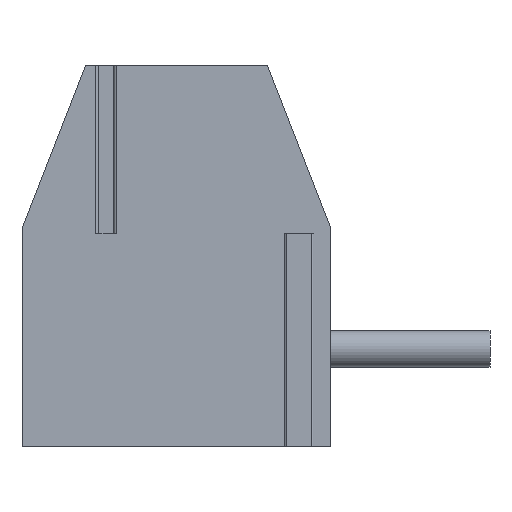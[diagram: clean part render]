
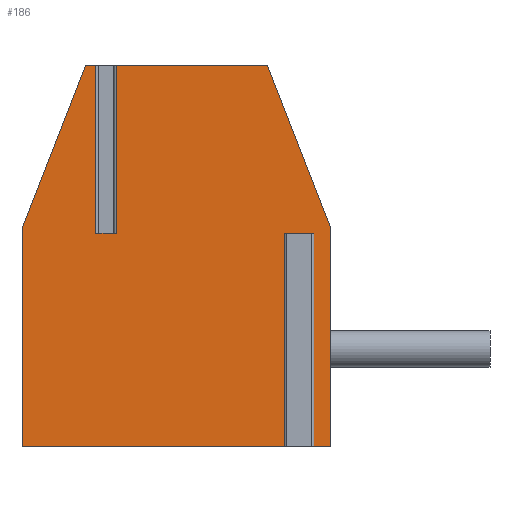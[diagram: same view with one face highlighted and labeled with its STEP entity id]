
A CAD part, front view. The second image highlights one B-rep face of the part: STEP entity #186.
In plain terms, the highlighted planar face has unit normal (0, -1, 0).
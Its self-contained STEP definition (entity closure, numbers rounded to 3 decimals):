
#186 = ADVANCED_FACE( '', ( #454 ), #455, .T. );
#454 = FACE_OUTER_BOUND( '', #803, .T. );
#455 = PLANE( '', #804 );
#803 = EDGE_LOOP( '', ( #1309, #1310, #1311, #1312, #1313, #1314, #1315, #1316, #1317, #1318, #1319, #1320, #1321, #1322 ) );
#804 = AXIS2_PLACEMENT_3D( '', #1323, #1324, #1325 );
#1309 = ORIENTED_EDGE( '', *, *, #2214, .T. );
#1310 = ORIENTED_EDGE( '', *, *, #2084, .T. );
#1311 = ORIENTED_EDGE( '', *, *, #2215, .T. );
#1312 = ORIENTED_EDGE( '', *, *, #2216, .T. );
#1313 = ORIENTED_EDGE( '', *, *, #2217, .T. );
#1314 = ORIENTED_EDGE( '', *, *, #2091, .T. );
#1315 = ORIENTED_EDGE( '', *, *, #2218, .T. );
#1316 = ORIENTED_EDGE( '', *, *, #2138, .T. );
#1317 = ORIENTED_EDGE( '', *, *, #2219, .T. );
#1318 = ORIENTED_EDGE( '', *, *, #2220, .F. );
#1319 = ORIENTED_EDGE( '', *, *, #2221, .T. );
#1320 = ORIENTED_EDGE( '', *, *, #2130, .T. );
#1321 = ORIENTED_EDGE( '', *, *, #2079, .T. );
#1322 = ORIENTED_EDGE( '', *, *, #2222, .F. );
#1323 = CARTESIAN_POINT( '', ( -29.746, -48.4, 0. ) );
#1324 = DIRECTION( '', ( 0., -1., 0. ) );
#1325 = DIRECTION( '', ( 0., 0., -1. ) );
#2079 = EDGE_CURVE( '', #2477, #2481, #2483, .F. );
#2084 = EDGE_CURVE( '', #2486, #2490, #2492, .T. );
#2091 = EDGE_CURVE( '', #2498, #2503, #2505, .T. );
#2130 = EDGE_CURVE( '', #2575, #2477, #2576, .T. );
#2138 = EDGE_CURVE( '', #2555, #2589, #2591, .T. );
#2214 = EDGE_CURVE( '', #2715, #2486, #2716, .T. );
#2215 = EDGE_CURVE( '', #2490, #2717, #2718, .T. );
#2216 = EDGE_CURVE( '', #2717, #2719, #2720, .T. );
#2217 = EDGE_CURVE( '', #2719, #2498, #2721, .T. );
#2218 = EDGE_CURVE( '', #2503, #2555, #2722, .F. );
#2219 = EDGE_CURVE( '', #2589, #2723, #2724, .F. );
#2220 = EDGE_CURVE( '', #2725, #2723, #2726, .T. );
#2221 = EDGE_CURVE( '', #2725, #2575, #2727, .F. );
#2222 = EDGE_CURVE( '', #2715, #2481, #2728, .T. );
#2477 = VERTEX_POINT( '', #3059 );
#2481 = VERTEX_POINT( '', #3065 );
#2483 = LINE( '', #3068, #3069 );
#2486 = VERTEX_POINT( '', #3072 );
#2490 = VERTEX_POINT( '', #3077 );
#2492 = LINE( '', #3079, #3080 );
#2498 = VERTEX_POINT( '', #3086 );
#2503 = VERTEX_POINT( '', #3093 );
#2505 = LINE( '', #3096, #3097 );
#2555 = VERTEX_POINT( '', #3166 );
#2575 = VERTEX_POINT( '', #3192 );
#2576 = LINE( '', #3193, #3194 );
#2589 = VERTEX_POINT( '', #3210 );
#2591 = LINE( '', #3212, #3213 );
#2715 = VERTEX_POINT( '', #3393 );
#2716 = LINE( '', #3394, #3395 );
#2717 = VERTEX_POINT( '', #3396 );
#2718 = LINE( '', #3397, #3398 );
#2719 = VERTEX_POINT( '', #3399 );
#2720 = LINE( '', #3400, #3401 );
#2721 = LINE( '', #3402, #3403 );
#2722 = LINE( '', #3404, #3405 );
#2723 = VERTEX_POINT( '', #3406 );
#2724 = LINE( '', #3407, #3408 );
#2725 = VERTEX_POINT( '', #3409 );
#2726 = LINE( '', #3410, #3411 );
#2727 = LINE( '', #3412, #3413 );
#2728 = LINE( '', #3414, #3415 );
#3059 = CARTESIAN_POINT( '', ( -31.746, -48.4, 8.4 ) );
#3065 = CARTESIAN_POINT( '', ( -33.146, -48.4, 4.8 ) );
#3068 = CARTESIAN_POINT( '', ( -34.32, -48.4, 1.779 ) );
#3069 = VECTOR( '', #3841, 1000. );
#3072 = CARTESIAN_POINT( '', ( -27.27, -48.4, 0. ) );
#3077 = CARTESIAN_POINT( '', ( -27.27, -48.4, 4.7 ) );
#3079 = CARTESIAN_POINT( '', ( -27.27, -48.4, 4.7 ) );
#3080 = VECTOR( '', #3849, 1000. );
#3086 = CARTESIAN_POINT( '', ( -26.346, -48.4, 0. ) );
#3093 = CARTESIAN_POINT( '', ( -26.346, -48.4, 4.8 ) );
#3096 = CARTESIAN_POINT( '', ( -26.346, -48.4, 0. ) );
#3097 = VECTOR( '', #3859, 1000. );
#3166 = CARTESIAN_POINT( '', ( -27.746, -48.4, 8.4 ) );
#3192 = CARTESIAN_POINT( '', ( -31.52, -48.4, 8.4 ) );
#3193 = CARTESIAN_POINT( '', ( -29.746, -48.4, 8.4 ) );
#3194 = VECTOR( '', #3906, 1000. );
#3210 = CARTESIAN_POINT( '', ( -31.072, -48.4, 8.4 ) );
#3212 = CARTESIAN_POINT( '', ( -29.746, -48.4, 8.4 ) );
#3213 = VECTOR( '', #3922, 1000. );
#3393 = CARTESIAN_POINT( '', ( -33.146, -48.4, 0. ) );
#3394 = CARTESIAN_POINT( '', ( -29.746, -48.4, 0. ) );
#3395 = VECTOR( '', #3991, 1000. );
#3396 = CARTESIAN_POINT( '', ( -26.822, -48.4, 4.7 ) );
#3397 = CARTESIAN_POINT( '', ( -26.696, -48.4, 4.7 ) );
#3398 = VECTOR( '', #3992, 1000. );
#3399 = CARTESIAN_POINT( '', ( -26.822, -48.4, 0. ) );
#3400 = CARTESIAN_POINT( '', ( -26.822, -48.4, 0. ) );
#3401 = VECTOR( '', #3993, 1000. );
#3402 = CARTESIAN_POINT( '', ( -29.746, -48.4, 0. ) );
#3403 = VECTOR( '', #3994, 1000. );
#3404 = CARTESIAN_POINT( '', ( -25.171, -48.4, 1.779 ) );
#3405 = VECTOR( '', #3995, 1000. );
#3406 = CARTESIAN_POINT( '', ( -31.072, -48.4, 4.7 ) );
#3407 = CARTESIAN_POINT( '', ( -31.072, -48.4, 4.7 ) );
#3408 = VECTOR( '', #3996, 1000. );
#3409 = CARTESIAN_POINT( '', ( -31.52, -48.4, 4.7 ) );
#3410 = CARTESIAN_POINT( '', ( -30.946, -48.4, 4.7 ) );
#3411 = VECTOR( '', #3997, 1000. );
#3412 = CARTESIAN_POINT( '', ( -31.52, -48.4, 8.4 ) );
#3413 = VECTOR( '', #3998, 1000. );
#3414 = CARTESIAN_POINT( '', ( -33.146, -48.4, 0. ) );
#3415 = VECTOR( '', #3999, 1000. );
#3841 = DIRECTION( '', ( 0.362, 0., 0.932 ) );
#3849 = DIRECTION( '', ( 0., 0., 1. ) );
#3859 = DIRECTION( '', ( 0., 0., 1. ) );
#3906 = DIRECTION( '', ( -1., 0., 0. ) );
#3922 = DIRECTION( '', ( -1., 0., 0. ) );
#3991 = DIRECTION( '', ( 1., 0., 0. ) );
#3992 = DIRECTION( '', ( 1., 0., 0. ) );
#3993 = DIRECTION( '', ( 0., 0., -1. ) );
#3994 = DIRECTION( '', ( 1., 0., 0. ) );
#3995 = DIRECTION( '', ( 0.362, 0., -0.932 ) );
#3996 = DIRECTION( '', ( 0., 0., 1. ) );
#3997 = DIRECTION( '', ( 1., 0., 0. ) );
#3998 = DIRECTION( '', ( 0., 0., -1. ) );
#3999 = DIRECTION( '', ( 0., 0., 1. ) );
